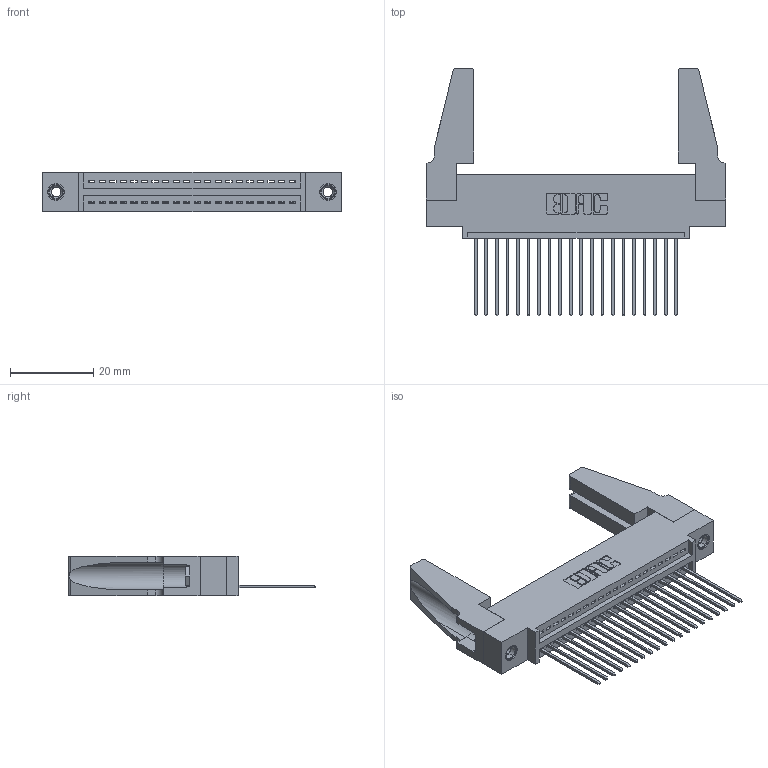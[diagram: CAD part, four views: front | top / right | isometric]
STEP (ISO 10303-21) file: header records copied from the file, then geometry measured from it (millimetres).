
FILE_DESCRIPTION (( 'STEP AP203' ), '1' );
FILE_NAME ('345-020-541-488.STEP', '2019-10-04T20:56:29', ( '' ), ( '' ), 'SwSTEP 2.0', 'SolidWorks 2016', '' );
FILE_SCHEMA (( 'CONFIG_CONTROL_DESIGN' ));
Length unit declared in the file: inch
Products named in the file (5): 345-220-078_345-220-088; 345-020-541-488; 345-250-001_345-250-001-102; 345-292-001_345-293-141; 345 Part_0.110 Offset - 0.156 Dia-TH
Assembly tree (25 placements, depth 2):
  345-020-541-488
    345 Part_0.110 Offset - 0.156 Dia-TH
    345-292-001_345-293-141  x20
    345-250-001_345-250-001-102  x2
    345-220-078_345-220-088  x2
Bounding box: 72.03 x 59.61 x 9.4 mm (x, y, z)
Volume: 9906.8 mm3; surface area: 12143.5 mm2
Topology: 25 solids, 25 shells, 1414 faces, 4187 edges, 2754 vertices
Faces by surface type: plane 956, cylinder 442, cone 12, torus 4
Entity records: 20312 total; most frequent: CARTESIAN_POINT 3510, ORIENTED_EDGE 3424, DIRECTION 3104, EDGE_CURVE 1712, LINE 1458, VECTOR 1458, VERTEX_POINT 1134, AXIS2_PLACEMENT_3D 823
